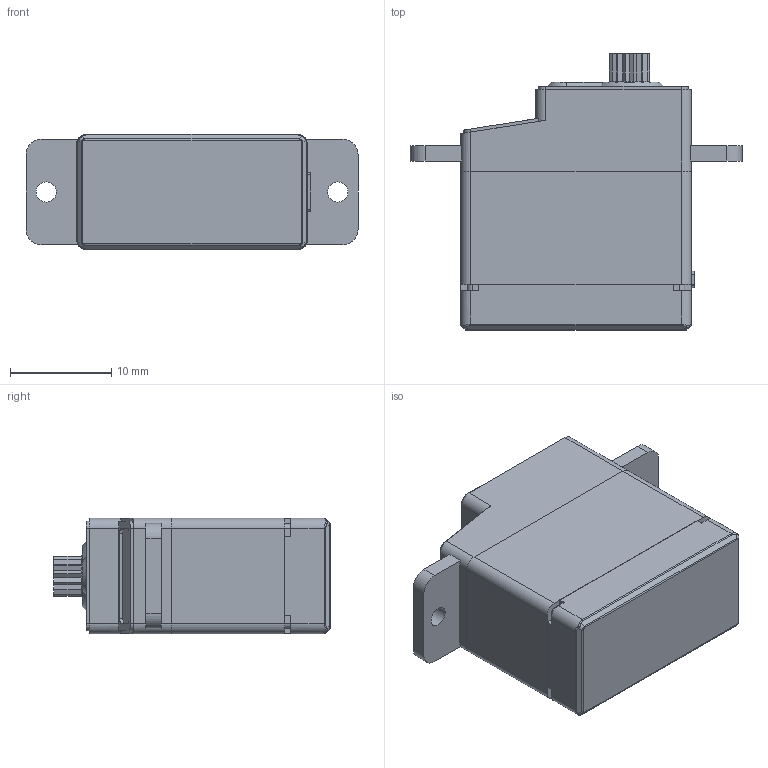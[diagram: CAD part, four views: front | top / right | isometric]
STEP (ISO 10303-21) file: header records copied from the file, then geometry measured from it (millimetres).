
FILE_DESCRIPTION((''),'2;1');
FILE_NAME('H221204000001_HS53_ASM','2017-02-09T',('servo-csw'),(''),'CREO PARAMETRIC BY PTC INC, 2014440','CREO PARAMETRIC BY PTC INC, 2014440','');
FILE_SCHEMA(('CONFIG_CONTROL_DESIGN'));
Length unit declared in the file: millimetre
Products named in the file (5): 120101000380_PBT_ZSF135M; 120101000379_PBT_ZSF135T; 120101000381_PBT_ZSF135L; 120212000228_POM_ZSF135G5; H221204000001_HS53_ASM
Assembly tree (4 placements, depth 2):
  H221204000001_HS53_ASM
    120101000380_PBT_ZSF135M
    120101000379_PBT_ZSF135T
    120101000381_PBT_ZSF135L
    120212000228_POM_ZSF135G5
Bounding box: 32.8 x 27.3 x 11.4 mm (x, y, z)
Volume: 6089.6 mm3; surface area: 3445.8 mm2
Topology: 4 solids, 4 shells, 212 faces, 571 edges, 372 vertices
Faces by surface type: plane 134, cylinder 58, bspline 16, cone 4
Entity records: 9180 total; most frequent: CARTESIAN_POINT 1910, ORIENTED_EDGE 1142, DIRECTION 1069, PRESENTATION_STYLE_ASSIGNMENT 575, STYLED_ITEM 575, CURVE_STYLE 571, EDGE_CURVE 571, VECTOR 379
